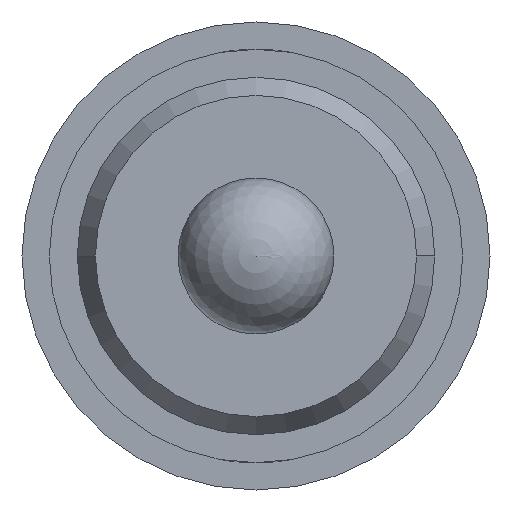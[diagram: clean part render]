
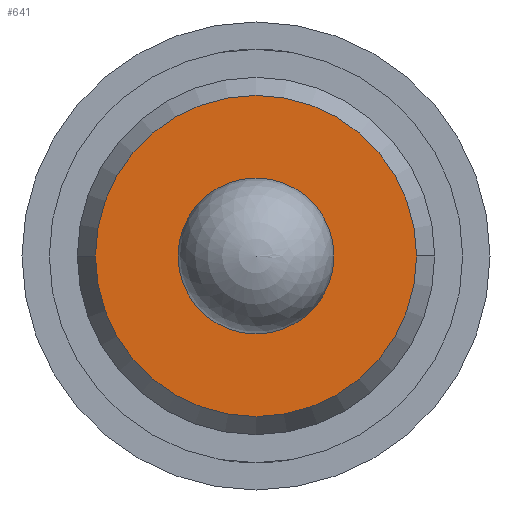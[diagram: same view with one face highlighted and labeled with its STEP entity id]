
A CAD part, front view. The second image highlights one B-rep face of the part: STEP entity #641.
In plain terms, the highlighted planar face has unit normal (0, -1, 0).
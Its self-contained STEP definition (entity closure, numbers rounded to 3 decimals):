
#42 = DIRECTION ( 'NONE',  ( 1., 0., 0. ) ) ;
#393 = DIRECTION ( 'NONE',  ( 0., -1., 0. ) ) ;
#495 = VERTEX_POINT ( 'NONE', #2478 ) ;
#641 = ADVANCED_FACE ( 'Defeature ausgef�hrt1_17', ( #1409, #2202 ), #2823, .T. ) ;
#734 = CIRCLE ( 'NONE', #4021, 1.03 ) ;
#845 = AXIS2_PLACEMENT_3D ( 'NONE', #1962, #1932, #4339 ) ;
#979 = CARTESIAN_POINT ( 'NONE',  ( 0., -28.6, 0. ) ) ;
#1036 = EDGE_CURVE ( 'Defeature ausgef�hrt1_17+Defeature ausgef�hrt1_16+Defeature ausgef�hrt1_16+Defeature ausgef�hrt1_16', #1549, #1165, #2769, .T. ) ;
#1060 = ORIENTED_EDGE ( 'NONE', *, *, #1465, .T. ) ;
#1066 = ORIENTED_EDGE ( 'NONE', *, *, #1036, .T. ) ;
#1165 = VERTEX_POINT ( 'NONE', #3552 ) ;
#1409 = FACE_BOUND ( 'NONE', #2483, .T. ) ;
#1465 = EDGE_CURVE ( 'Defeature ausgef�hrt1_17+Defeature ausgef�hrt1_14+Defeature ausgef�hrt1_14+Defeature ausgef�hrt1_14', #2138, #495, #4333, .T. ) ;
#1549 = VERTEX_POINT ( 'NONE', #2125 ) ;
#1730 = DIRECTION ( 'NONE',  ( 0., -1., 0. ) ) ;
#1914 = ORIENTED_EDGE ( 'NONE', *, *, #2962, .T. ) ;
#1922 = DIRECTION ( 'NONE',  ( 0., -1., 0. ) ) ;
#1932 = DIRECTION ( 'NONE',  ( 0., 1., 0. ) ) ;
#1962 = CARTESIAN_POINT ( 'NONE',  ( 0., -28.6, 0. ) ) ;
#2113 = DIRECTION ( 'NONE',  ( 1., 0., 0. ) ) ;
#2125 = CARTESIAN_POINT ( 'NONE',  ( -1.03, -28.6, 0. ) ) ;
#2138 = VERTEX_POINT ( 'NONE', #2508 ) ;
#2202 = FACE_OUTER_BOUND ( 'NONE', #4323, .T. ) ;
#2214 = AXIS2_PLACEMENT_3D ( 'NONE', #979, #3761, #4051 ) ;
#2431 = CARTESIAN_POINT ( 'NONE',  ( -1.145, -28.6, 0. ) ) ;
#2478 = CARTESIAN_POINT ( 'NONE',  ( 0., -28.6, -0.5 ) ) ;
#2483 = EDGE_LOOP ( 'NONE', ( #1060, #1914 ) ) ;
#2508 = CARTESIAN_POINT ( 'NONE',  ( 0., -28.6, 0.5 ) ) ;
#2769 = CIRCLE ( 'NONE', #3294, 1.03 ) ;
#2792 = ORIENTED_EDGE ( 'NONE', *, *, #3692, .T. ) ;
#2823 = PLANE ( 'NONE',  #3536 ) ;
#2962 = EDGE_CURVE ( 'Defeature ausgef�hrt1_17+Defeature ausgef�hrt1_14+Defeature ausgef�hrt1_14+Defeature ausgef�hrt1_14', #495, #2138, #3758, .T. ) ;
#3294 = AXIS2_PLACEMENT_3D ( 'NONE', #3713, #1730, #2113 ) ;
#3536 = AXIS2_PLACEMENT_3D ( 'NONE', #2431, #393, #42 ) ;
#3552 = CARTESIAN_POINT ( 'NONE',  ( 1.03, -28.6, 0. ) ) ;
#3670 = DIRECTION ( 'NONE',  ( 1., 0., 0. ) ) ;
#3692 = EDGE_CURVE ( 'Defeature ausgef�hrt1_17+Defeature ausgef�hrt1_16+Defeature ausgef�hrt1_16+Defeature ausgef�hrt1_16', #1165, #1549, #734, .T. ) ;
#3713 = CARTESIAN_POINT ( 'NONE',  ( 0., -28.6, 0. ) ) ;
#3758 = CIRCLE ( 'NONE', #845, 0.5 ) ;
#3761 = DIRECTION ( 'NONE',  ( 0., 1., 0. ) ) ;
#3961 = CARTESIAN_POINT ( 'NONE',  ( 0., -28.6, 0. ) ) ;
#4021 = AXIS2_PLACEMENT_3D ( 'NONE', #3961, #1922, #3670 ) ;
#4051 = DIRECTION ( 'NONE',  ( 0., 0., -1. ) ) ;
#4323 = EDGE_LOOP ( 'NONE', ( #1066, #2792 ) ) ;
#4333 = CIRCLE ( 'NONE', #2214, 0.5 ) ;
#4339 = DIRECTION ( 'NONE',  ( 0., 0., -1. ) ) ;
